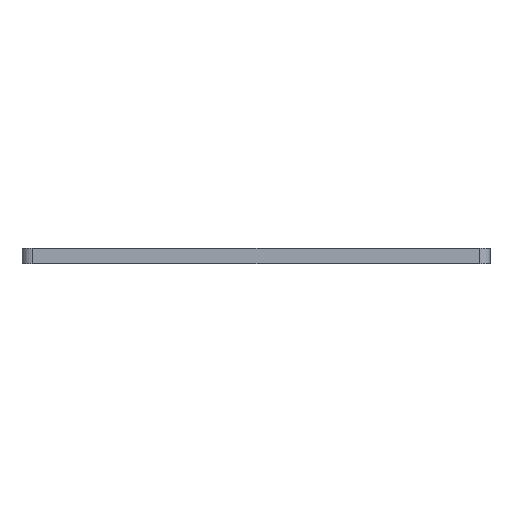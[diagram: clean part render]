
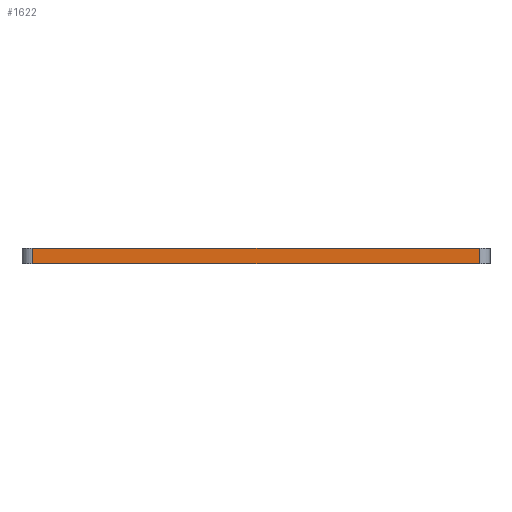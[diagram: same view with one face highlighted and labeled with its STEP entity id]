
A CAD part, left-side view. The second image highlights one B-rep face of the part: STEP entity #1622.
In plain terms, the highlighted planar face has unit normal (-1, 0, 0).
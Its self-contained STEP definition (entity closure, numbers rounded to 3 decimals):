
#61 = DIRECTION ( 'NONE',  ( 1., 0., 0. ) ) ;
#286 = LINE ( 'NONE', #6184, #1298 ) ;
#595 = CARTESIAN_POINT ( 'NONE',  ( 0., 2., 3. ) ) ;
#1278 = VECTOR ( 'NONE', #3084, 1000. ) ;
#1298 = VECTOR ( 'NONE', #1783, 1000. ) ;
#1460 = FACE_OUTER_BOUND ( 'NONE', #2016, .T. ) ;
#1481 = ORIENTED_EDGE ( 'NONE', *, *, #1932, .F. ) ;
#1622 = ADVANCED_FACE ( 'NONE', ( #1460 ), #6037, .F. ) ;
#1783 = DIRECTION ( 'NONE',  ( 0., -1., 0. ) ) ;
#1858 = VERTEX_POINT ( 'NONE', #6250 ) ;
#1907 = AXIS2_PLACEMENT_3D ( 'NONE', #3061, #61, #4001 ) ;
#1932 = EDGE_CURVE ( 'NONE', #2095, #2312, #286, .T. ) ;
#2016 = EDGE_LOOP ( 'NONE', ( #5496, #2078, #1481, #3531 ) ) ;
#2078 = ORIENTED_EDGE ( 'NONE', *, *, #5270, .T. ) ;
#2095 = VERTEX_POINT ( 'NONE', #3992 ) ;
#2312 = VERTEX_POINT ( 'NONE', #4711 ) ;
#2804 = CARTESIAN_POINT ( 'NONE',  ( 0., 86., 3. ) ) ;
#2865 = EDGE_CURVE ( 'NONE', #1858, #5039, #3659, .T. ) ;
#3061 = CARTESIAN_POINT ( 'NONE',  ( 0., 0., 3. ) ) ;
#3084 = DIRECTION ( 'NONE',  ( 0., -1., 0. ) ) ;
#3310 = CARTESIAN_POINT ( 'NONE',  ( 0., 2., 0. ) ) ;
#3338 = LINE ( 'NONE', #595, #6127 ) ;
#3531 = ORIENTED_EDGE ( 'NONE', *, *, #4013, .T. ) ;
#3594 = LINE ( 'NONE', #2804, #3671 ) ;
#3659 = LINE ( 'NONE', #6060, #1278 ) ;
#3671 = VECTOR ( 'NONE', #5669, 1000. ) ;
#3992 = CARTESIAN_POINT ( 'NONE',  ( 0., 86., 3. ) ) ;
#4001 = DIRECTION ( 'NONE',  ( 0., 0., -1. ) ) ;
#4013 = EDGE_CURVE ( 'NONE', #2095, #1858, #3594, .T. ) ;
#4515 = DIRECTION ( 'NONE',  ( 0., 0., 1. ) ) ;
#4711 = CARTESIAN_POINT ( 'NONE',  ( 0., 2., 3. ) ) ;
#5039 = VERTEX_POINT ( 'NONE', #3310 ) ;
#5270 = EDGE_CURVE ( 'NONE', #5039, #2312, #3338, .T. ) ;
#5496 = ORIENTED_EDGE ( 'NONE', *, *, #2865, .T. ) ;
#5669 = DIRECTION ( 'NONE',  ( 0., 0., -1. ) ) ;
#6037 = PLANE ( 'NONE',  #1907 ) ;
#6060 = CARTESIAN_POINT ( 'NONE',  ( 0., 0., 0. ) ) ;
#6127 = VECTOR ( 'NONE', #4515, 1000. ) ;
#6184 = CARTESIAN_POINT ( 'NONE',  ( 0., 0., 3. ) ) ;
#6250 = CARTESIAN_POINT ( 'NONE',  ( 0., 86., 0. ) ) ;
